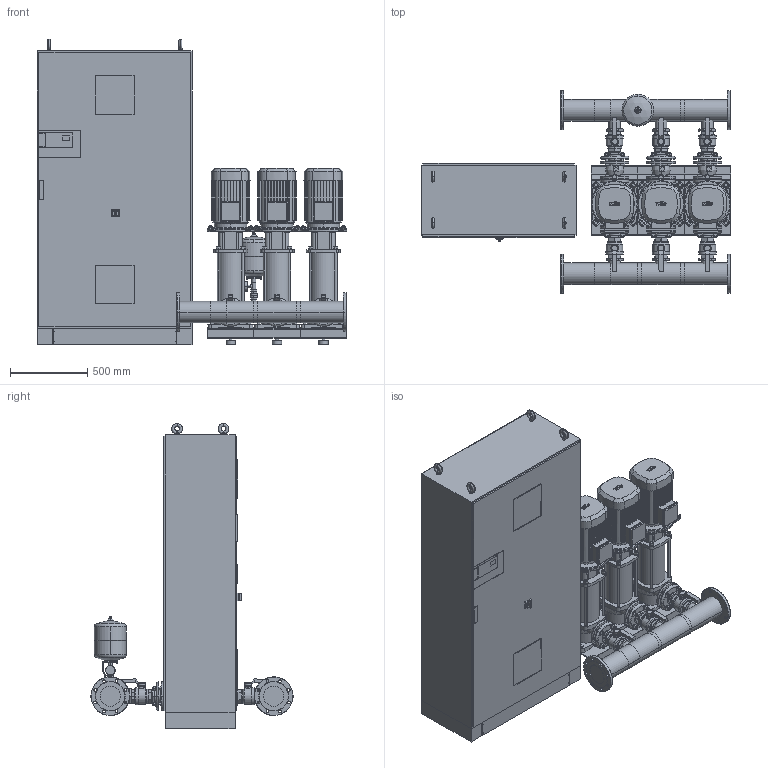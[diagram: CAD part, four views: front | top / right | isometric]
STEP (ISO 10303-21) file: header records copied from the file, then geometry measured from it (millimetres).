
FILE_DESCRIPTION((''),'2;1');
FILE_NAME('3d_SiBoostSmartFC3HELIXV3604_2-2540803.stp','2016-01-25T11:22:06',(''),(''),'Mechanical Desktop 2009','Mechanical Desktop 2009',', , ');
FILE_SCHEMA(('CONFIG_CONTROL_DESIGN'));
Length unit declared in the file: millimetre
Products named in the file (1): Product
Bounding box: 2000 x 1307 x 1975 mm (x, y, z)
Volume: 1092614013.1 mm3; surface area: 19314037.5 mm2
Topology: 197 solids, 197 shells, 4653 faces, 11616 edges, 7562 vertices
Faces by surface type: plane 1753, bspline 1614, cylinder 996, cone 190, torus 94, sphere 6
Entity records: 155372 total; most frequent: CARTESIAN_POINT 46355, ORIENTED_EDGE 23196, DIRECTION 21470, EDGE_CURVE 11598, VERTEX_POINT 7557, AXIS2_PLACEMENT_3D 7368, VECTOR 6734, LINE 6734
